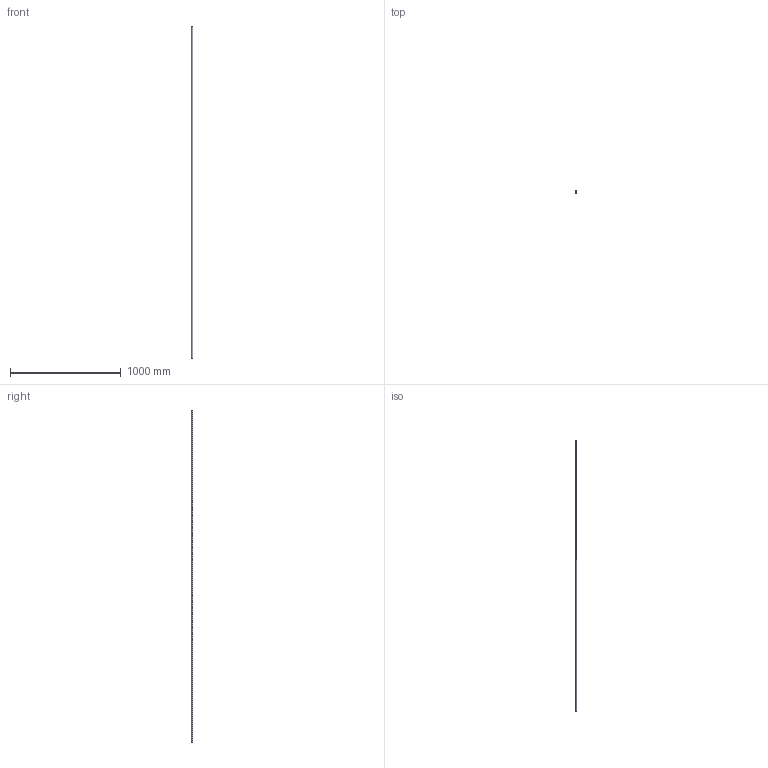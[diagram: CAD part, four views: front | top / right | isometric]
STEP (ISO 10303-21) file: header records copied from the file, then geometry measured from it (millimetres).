
FILE_DESCRIPTION (( 'STEP AP203' ), '1' );
FILE_NAME ('57200-240.step', '2015-09-17T15:42:00', ( '' ), ( '' ), 'SwSTEP 2.0', 'SolidWorks 2015', '' );
FILE_SCHEMA (( 'CONFIG_CONTROL_DESIGN' ));
Length unit declared in the file: millimetre
Products named in the file (1): 57200-240
Bounding box: 14 x 14 x 3000 mm (x, y, z)
Volume: 461813.7 mm3; surface area: 132274.2 mm2
Topology: 1 solids, 1 shells, 218 faces, 576 edges, 384 vertices
Faces by surface type: plane 121, bspline 95, cylinder 2
Entity records: 12391 total; most frequent: CARTESIAN_POINT 7554, ORIENTED_EDGE 1152, DIRECTION 638, EDGE_CURVE 576, VERTEX_POINT 384, VECTOR 382, LINE 382, EDGE_LOOP 242
